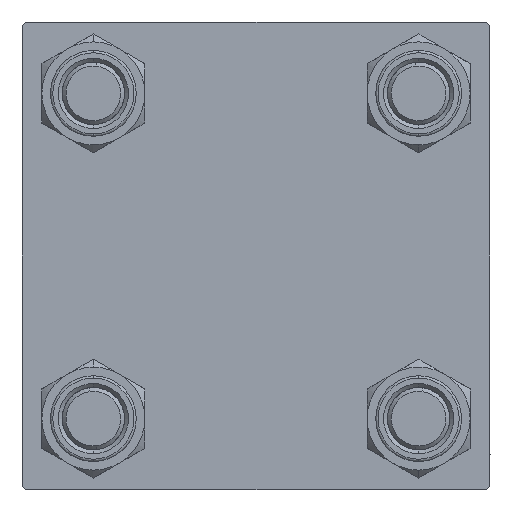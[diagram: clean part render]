
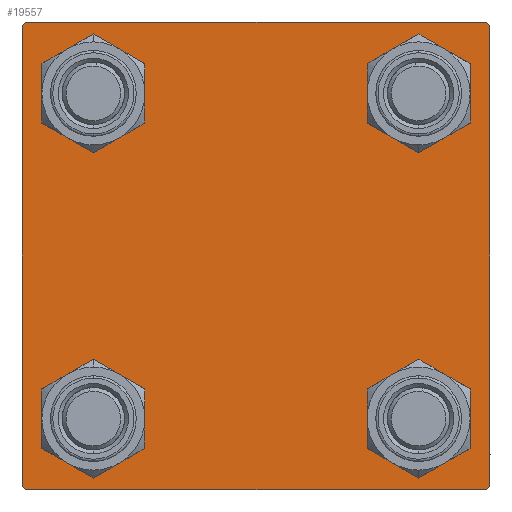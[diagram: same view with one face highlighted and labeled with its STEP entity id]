
A CAD part, left-side view. The second image highlights one B-rep face of the part: STEP entity #19557.
In plain terms, the highlighted planar face has unit normal (-1, 0, 0).
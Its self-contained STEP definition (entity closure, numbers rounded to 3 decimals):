
#150 = FACE_BOUND ( 'NONE', #29041, .T. ) ;
#521 = CIRCLE ( 'NONE', #48151, 4.5 ) ;
#1085 = LINE ( 'NONE', #48882, #10264 ) ;
#1280 = EDGE_CURVE ( 'NONE', #49087, #8118, #7087, .T. ) ;
#1533 = DIRECTION ( 'NONE',  ( 0., -1., 0. ) ) ;
#2075 = EDGE_CURVE ( 'NONE', #29827, #8325, #12045, .T. ) ;
#2388 = LINE ( 'NONE', #10079, #6330 ) ;
#2527 = CARTESIAN_POINT ( 'NONE',  ( 0., 20.85, 16.35 ) ) ;
#3108 = DIRECTION ( 'NONE',  ( 1., 0., 0. ) ) ;
#3364 = DIRECTION ( 'NONE',  ( 0., 0., 1. ) ) ;
#4022 = VERTEX_POINT ( 'NONE', #42844 ) ;
#4046 = CARTESIAN_POINT ( 'NONE',  ( 0., 20.85, -25.35 ) ) ;
#4064 = VERTEX_POINT ( 'NONE', #36164 ) ;
#4880 = CARTESIAN_POINT ( 'NONE',  ( 0., 30., -30. ) ) ;
#5541 = ORIENTED_EDGE ( 'NONE', *, *, #40558, .T. ) ;
#5549 = DIRECTION ( 'NONE',  ( 0., 0., 1. ) ) ;
#5695 = CIRCLE ( 'NONE', #34448, 4.5 ) ;
#6263 = DIRECTION ( 'NONE',  ( 1., 0., 0. ) ) ;
#6330 = VECTOR ( 'NONE', #37353, 1000. ) ;
#6406 = AXIS2_PLACEMENT_3D ( 'NONE', #22107, #25709, #49357 ) ;
#7087 = CIRCLE ( 'NONE', #21059, 4.5 ) ;
#7343 = VERTEX_POINT ( 'NONE', #29134 ) ;
#7564 = VECTOR ( 'NONE', #44687, 1000. ) ;
#7678 = CARTESIAN_POINT ( 'NONE',  ( 0., -29.5, 30. ) ) ;
#7809 = CARTESIAN_POINT ( 'NONE',  ( 0., 30., 30. ) ) ;
#7822 = VECTOR ( 'NONE', #25521, 1000. ) ;
#7854 = CARTESIAN_POINT ( 'NONE',  ( 0., 0., 0. ) ) ;
#8118 = VERTEX_POINT ( 'NONE', #50460 ) ;
#8325 = VERTEX_POINT ( 'NONE', #37064 ) ;
#8962 = ORIENTED_EDGE ( 'NONE', *, *, #36659, .T. ) ;
#9301 = VERTEX_POINT ( 'NONE', #7678 ) ;
#9308 = EDGE_CURVE ( 'NONE', #44494, #14743, #5695, .T. ) ;
#10079 = CARTESIAN_POINT ( 'NONE',  ( 0., 29.75, -29.75 ) ) ;
#10264 = VECTOR ( 'NONE', #41172, 1000. ) ;
#10330 = CARTESIAN_POINT ( 'NONE',  ( 0., -29.75, 29.75 ) ) ;
#11064 = CARTESIAN_POINT ( 'NONE',  ( 0., -20.85, -20.85 ) ) ;
#11614 = VECTOR ( 'NONE', #35833, 1000. ) ;
#11719 = FACE_BOUND ( 'NONE', #20692, .T. ) ;
#12045 = CIRCLE ( 'NONE', #30925, 4.5 ) ;
#12663 = CARTESIAN_POINT ( 'NONE',  ( 0., -20.85, 16.35 ) ) ;
#13886 = DIRECTION ( 'NONE',  ( 1., 0., 0. ) ) ;
#14173 = EDGE_LOOP ( 'NONE', ( #33580, #5541 ) ) ;
#14640 = DIRECTION ( 'NONE',  ( 0., 0., 1. ) ) ;
#14743 = VERTEX_POINT ( 'NONE', #24235 ) ;
#15080 = FACE_BOUND ( 'NONE', #14173, .T. ) ;
#15289 = ORIENTED_EDGE ( 'NONE', *, *, #34105, .T. ) ;
#16945 = ORIENTED_EDGE ( 'NONE', *, *, #24592, .T. ) ;
#16953 = LINE ( 'NONE', #48555, #7564 ) ;
#17806 = EDGE_CURVE ( 'NONE', #34548, #4022, #28780, .T. ) ;
#18602 = CARTESIAN_POINT ( 'NONE',  ( 0., -30., 29.5 ) ) ;
#19557 = ADVANCED_FACE ( 'NONE', ( #150, #11719, #46421, #15080, #30752 ), #43080, .T. ) ;
#19643 = ORIENTED_EDGE ( 'NONE', *, *, #1280, .T. ) ;
#19696 = LINE ( 'NONE', #24037, #31401 ) ;
#19805 = EDGE_CURVE ( 'NONE', #24118, #22270, #45350, .T. ) ;
#20384 = CIRCLE ( 'NONE', #6406, 4.5 ) ;
#20692 = EDGE_LOOP ( 'NONE', ( #41037, #25564 ) ) ;
#21059 = AXIS2_PLACEMENT_3D ( 'NONE', #41937, #38084, #45271 ) ;
#21965 = DIRECTION ( 'NONE',  ( 0., 0., 1. ) ) ;
#22107 = CARTESIAN_POINT ( 'NONE',  ( 0., 20.85, -20.85 ) ) ;
#22270 = VERTEX_POINT ( 'NONE', #2527 ) ;
#22607 = DIRECTION ( 'NONE',  ( 0., 0., 1. ) ) ;
#23885 = CARTESIAN_POINT ( 'NONE',  ( 0., 29.5, -30. ) ) ;
#24037 = CARTESIAN_POINT ( 'NONE',  ( 0., -30., 30. ) ) ;
#24118 = VERTEX_POINT ( 'NONE', #33352 ) ;
#24235 = CARTESIAN_POINT ( 'NONE',  ( 0., 20.85, -16.35 ) ) ;
#24561 = CIRCLE ( 'NONE', #34436, 4.5 ) ;
#24579 = DIRECTION ( 'NONE',  ( 0., -1., 0. ) ) ;
#24592 = EDGE_CURVE ( 'NONE', #4064, #41702, #43034, .T. ) ;
#24908 = VERTEX_POINT ( 'NONE', #48797 ) ;
#25521 = DIRECTION ( 'NONE',  ( 0., 0.707, 0.707 ) ) ;
#25564 = ORIENTED_EDGE ( 'NONE', *, *, #2075, .T. ) ;
#25709 = DIRECTION ( 'NONE',  ( 1., 0., 0. ) ) ;
#25821 = CARTESIAN_POINT ( 'NONE',  ( 0., 20.85, 20.85 ) ) ;
#25855 = CARTESIAN_POINT ( 'NONE',  ( 0., -20.85, 20.85 ) ) ;
#25947 = EDGE_LOOP ( 'NONE', ( #16945, #46394, #39429, #39223, #39722, #15289, #44479, #8962 ) ) ;
#26111 = EDGE_CURVE ( 'NONE', #4022, #7343, #16953, .T. ) ;
#26420 = ORIENTED_EDGE ( 'NONE', *, *, #50595, .T. ) ;
#26963 = EDGE_CURVE ( 'NONE', #36425, #7343, #19696, .T. ) ;
#28780 = LINE ( 'NONE', #4880, #47750 ) ;
#29041 = EDGE_LOOP ( 'NONE', ( #26420, #19643 ) ) ;
#29134 = CARTESIAN_POINT ( 'NONE',  ( 0., -30., -29.5 ) ) ;
#29752 = EDGE_LOOP ( 'NONE', ( #41189, #34289 ) ) ;
#29827 = VERTEX_POINT ( 'NONE', #32983 ) ;
#30137 = LINE ( 'NONE', #10330, #7822 ) ;
#30752 = FACE_OUTER_BOUND ( 'NONE', #25947, .T. ) ;
#30925 = AXIS2_PLACEMENT_3D ( 'NONE', #43581, #43082, #31772 ) ;
#31401 = VECTOR ( 'NONE', #32021, 1000. ) ;
#31772 = DIRECTION ( 'NONE',  ( 0., 0., 1. ) ) ;
#32021 = DIRECTION ( 'NONE',  ( 0., 0., -1. ) ) ;
#32812 = LINE ( 'NONE', #44111, #48197 ) ;
#32983 = CARTESIAN_POINT ( 'NONE',  ( 0., -20.85, -25.35 ) ) ;
#33352 = CARTESIAN_POINT ( 'NONE',  ( 0., 20.85, 25.35 ) ) ;
#33580 = ORIENTED_EDGE ( 'NONE', *, *, #19805, .T. ) ;
#34105 = EDGE_CURVE ( 'NONE', #36425, #9301, #30137, .T. ) ;
#34289 = ORIENTED_EDGE ( 'NONE', *, *, #9308, .T. ) ;
#34436 = AXIS2_PLACEMENT_3D ( 'NONE', #11064, #3108, #3364 ) ;
#34448 = AXIS2_PLACEMENT_3D ( 'NONE', #49860, #46505, #22607 ) ;
#34548 = VERTEX_POINT ( 'NONE', #23885 ) ;
#35833 = DIRECTION ( 'NONE',  ( 0., 0., -1. ) ) ;
#36164 = CARTESIAN_POINT ( 'NONE',  ( 0., 30., 29.5 ) ) ;
#36425 = VERTEX_POINT ( 'NONE', #18602 ) ;
#36659 = EDGE_CURVE ( 'NONE', #24908, #4064, #1085, .T. ) ;
#37064 = CARTESIAN_POINT ( 'NONE',  ( 0., -20.85, -16.35 ) ) ;
#37353 = DIRECTION ( 'NONE',  ( 0., -0.707, -0.707 ) ) ;
#38084 = DIRECTION ( 'NONE',  ( 1., 0., 0. ) ) ;
#39223 = ORIENTED_EDGE ( 'NONE', *, *, #26111, .T. ) ;
#39429 = ORIENTED_EDGE ( 'NONE', *, *, #17806, .T. ) ;
#39722 = ORIENTED_EDGE ( 'NONE', *, *, #26963, .F. ) ;
#40418 = AXIS2_PLACEMENT_3D ( 'NONE', #7854, #47947, #47433 ) ;
#40558 = EDGE_CURVE ( 'NONE', #22270, #24118, #521, .T. ) ;
#41037 = ORIENTED_EDGE ( 'NONE', *, *, #46730, .T. ) ;
#41172 = DIRECTION ( 'NONE',  ( 0., 0.707, -0.707 ) ) ;
#41189 = ORIENTED_EDGE ( 'NONE', *, *, #45023, .T. ) ;
#41540 = DIRECTION ( 'NONE',  ( 1., 0., 0. ) ) ;
#41702 = VERTEX_POINT ( 'NONE', #46959 ) ;
#41886 = EDGE_CURVE ( 'NONE', #24908, #9301, #32812, .T. ) ;
#41937 = CARTESIAN_POINT ( 'NONE',  ( 0., -20.85, 20.85 ) ) ;
#42186 = EDGE_CURVE ( 'NONE', #41702, #34548, #2388, .T. ) ;
#42844 = CARTESIAN_POINT ( 'NONE',  ( 0., -29.5, -30. ) ) ;
#43034 = LINE ( 'NONE', #7809, #11614 ) ;
#43080 = PLANE ( 'NONE',  #40418 ) ;
#43082 = DIRECTION ( 'NONE',  ( 1., 0., 0. ) ) ;
#43581 = CARTESIAN_POINT ( 'NONE',  ( 0., -20.85, -20.85 ) ) ;
#44111 = CARTESIAN_POINT ( 'NONE',  ( 0., 30., 30. ) ) ;
#44479 = ORIENTED_EDGE ( 'NONE', *, *, #41886, .F. ) ;
#44494 = VERTEX_POINT ( 'NONE', #4046 ) ;
#44515 = AXIS2_PLACEMENT_3D ( 'NONE', #25821, #6263, #21965 ) ;
#44687 = DIRECTION ( 'NONE',  ( 0., -0.707, 0.707 ) ) ;
#45023 = EDGE_CURVE ( 'NONE', #14743, #44494, #20384, .T. ) ;
#45045 = CIRCLE ( 'NONE', #45901, 4.5 ) ;
#45271 = DIRECTION ( 'NONE',  ( 0., 0., 1. ) ) ;
#45350 = CIRCLE ( 'NONE', #44515, 4.5 ) ;
#45901 = AXIS2_PLACEMENT_3D ( 'NONE', #25855, #41540, #5549 ) ;
#46394 = ORIENTED_EDGE ( 'NONE', *, *, #42186, .T. ) ;
#46421 = FACE_BOUND ( 'NONE', #29752, .T. ) ;
#46505 = DIRECTION ( 'NONE',  ( 1., 0., 0. ) ) ;
#46730 = EDGE_CURVE ( 'NONE', #8325, #29827, #24561, .T. ) ;
#46959 = CARTESIAN_POINT ( 'NONE',  ( 0., 30., -29.5 ) ) ;
#47433 = DIRECTION ( 'NONE',  ( 0., 0., 1. ) ) ;
#47750 = VECTOR ( 'NONE', #1533, 1000. ) ;
#47947 = DIRECTION ( 'NONE',  ( -1., 0., 0. ) ) ;
#48151 = AXIS2_PLACEMENT_3D ( 'NONE', #49096, #13886, #14640 ) ;
#48197 = VECTOR ( 'NONE', #24579, 1000. ) ;
#48555 = CARTESIAN_POINT ( 'NONE',  ( 0., -29.75, -29.75 ) ) ;
#48797 = CARTESIAN_POINT ( 'NONE',  ( 0., 29.5, 30. ) ) ;
#48882 = CARTESIAN_POINT ( 'NONE',  ( 0., 29.75, 29.75 ) ) ;
#49087 = VERTEX_POINT ( 'NONE', #12663 ) ;
#49096 = CARTESIAN_POINT ( 'NONE',  ( 0., 20.85, 20.85 ) ) ;
#49357 = DIRECTION ( 'NONE',  ( 0., 0., 1. ) ) ;
#49860 = CARTESIAN_POINT ( 'NONE',  ( 0., 20.85, -20.85 ) ) ;
#50460 = CARTESIAN_POINT ( 'NONE',  ( 0., -20.85, 25.35 ) ) ;
#50595 = EDGE_CURVE ( 'NONE', #8118, #49087, #45045, .T. ) ;
